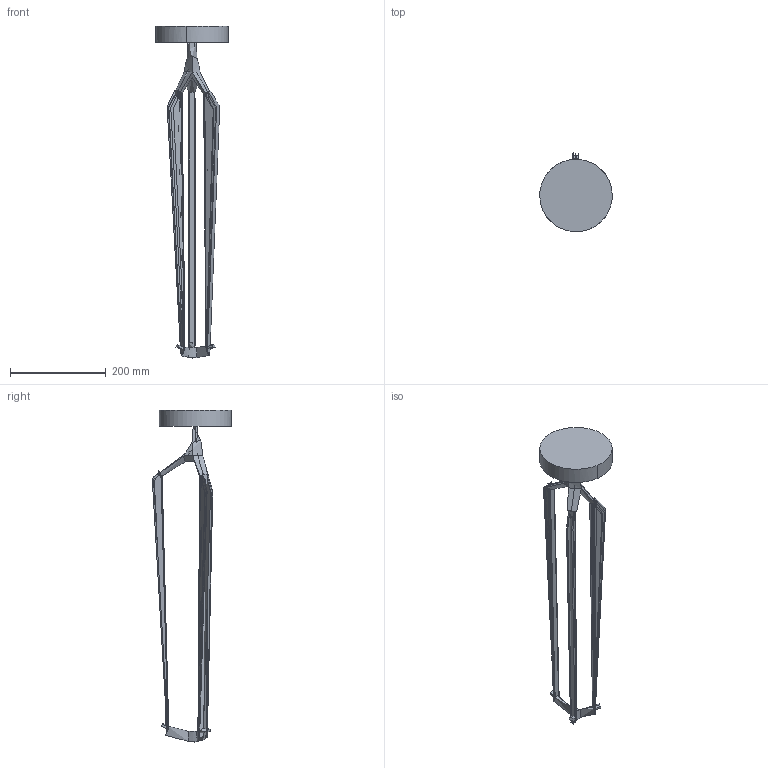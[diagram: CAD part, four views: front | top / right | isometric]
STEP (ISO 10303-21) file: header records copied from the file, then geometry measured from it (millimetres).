
FILE_DESCRIPTION(/* description */ (''),/* implementation_level */ '2;1');
FILE_NAME(/* name */ 'Plafone small',/* time_stamp */ '2019-09-03T12:13:54+02:00',/* author */ (''),/* organization */ (''),/* preprocessor_version */ 'ST-DEVELOPER v10',/* originating_system */ '',/* authorisation */ '');
FILE_SCHEMA (('AUTOMOTIVE_DESIGN'));
Length unit declared in the file: millimetre
Products named in the file (1): 1
Bounding box: 150.96 x 165.87 x 691.98 mm (x, y, z)
Volume: 1157274.1 mm3; surface area: 367968.9 mm2
Topology: 9 solids, 10 shells, 274 faces, 741 edges, 488 vertices
Faces by surface type: bspline 192, plane 82
Entity records: 43618 total; most frequent: CARTESIAN_POINT 39298, ORIENTED_EDGE 1462, EDGE_CURVE 735, VERTEX_POINT 480, B_SPLINE_CURVE_WITH_KNOTS 341, EDGE_LOOP 289, ADVANCED_FACE 274, FACE_OUTER_BOUND 274
